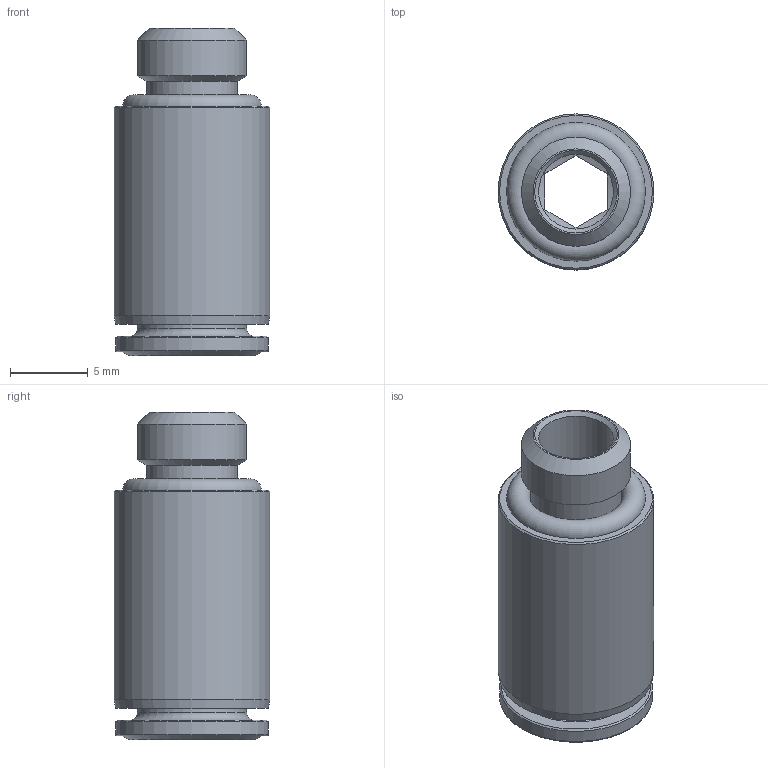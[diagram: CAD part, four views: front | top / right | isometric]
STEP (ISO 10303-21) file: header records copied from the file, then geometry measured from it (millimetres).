
FILE_DESCRIPTION(/* description */ ('STEP AP214'),/* implementation_level */ '2;1');
FILE_NAME(/* name */ '8085660_NPQR-DK-M7-Q6',/* time_stamp */ '2024-09-13T08:32:15+02:00',/* author */ ('License CC BY-ND 4.0'),/* organization */ ('CADENAS'),/* preprocessor_version */ 'ST-DEVELOPER v19.3',/* originating_system */ 'PARTsolutions',/* authorisation */ ' ');
FILE_SCHEMA (('AUTOMOTIVE_DESIGN {1 0 10303 214 3 1 1}'));
Length unit declared in the file: millimetre
Products named in the file (1): 8085660 NPQR-DK-M7-Q6---(high)
Bounding box: 10 x 10 x 21 mm (x, y, z)
Volume: 899.1 mm3; surface area: 1167.6 mm2
Topology: 1 solids, 1 shells, 33 faces, 66 edges, 41 vertices
Faces by surface type: plane 14, cone 9, cylinder 7, torus 3
Full cylindrical faces by diameter (mm): 4.8 x1, 5.8 x1, 6 x1, 7 x2, 9.8 x1, 10 x1
Entity records: 999 total; most frequent: CARTESIAN_POINT 136, DIRECTION 132, ORIENTED_EDGE 88, EDGE_LOOP 60, FACE_BOUND 60, AXIS2_PLACEMENT_3D 60, EDGE_CURVE 44, VERTEX_POINT 38
